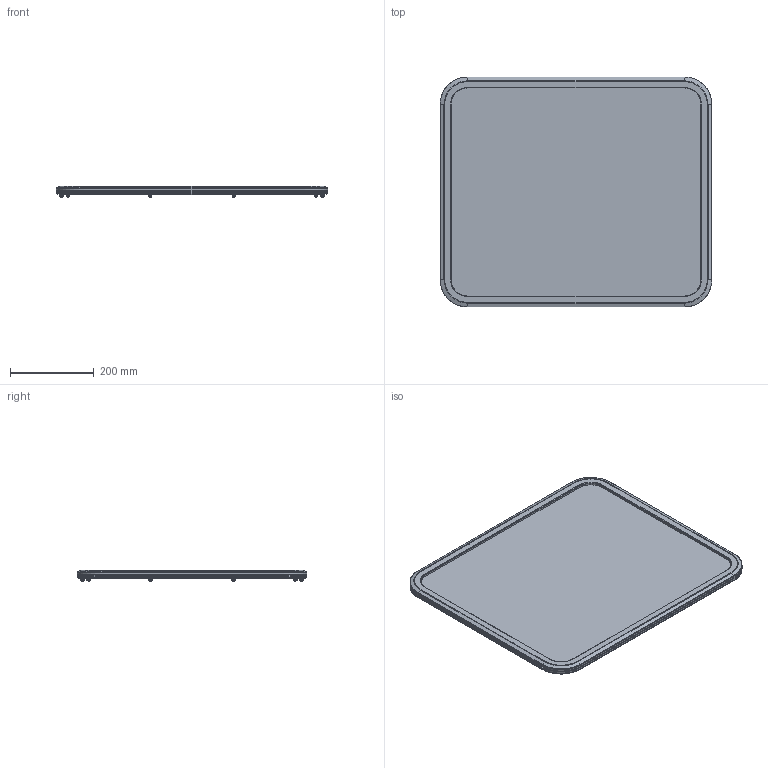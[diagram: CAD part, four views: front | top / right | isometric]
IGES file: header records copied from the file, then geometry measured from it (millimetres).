
Start section: SolidWorks IGES file using analytic representation for surfaces
Global section: file name: C-463-A-5060-Silver.IGS; native system: SolidWorks 2014; preprocessor: SolidWorks 2014; author: 1337yo; date: 181022.172526; units: millimetre
Bounding box: 650 x 550 x 27.5 mm (x, y, z)
Surface area: 1151996.2 mm2 (no closed solid volume)
Topology: 0 solids, 0 shells, 726 faces, 7976 edges, 7952 vertices
Faces by surface type: revolution 460, bspline 266
